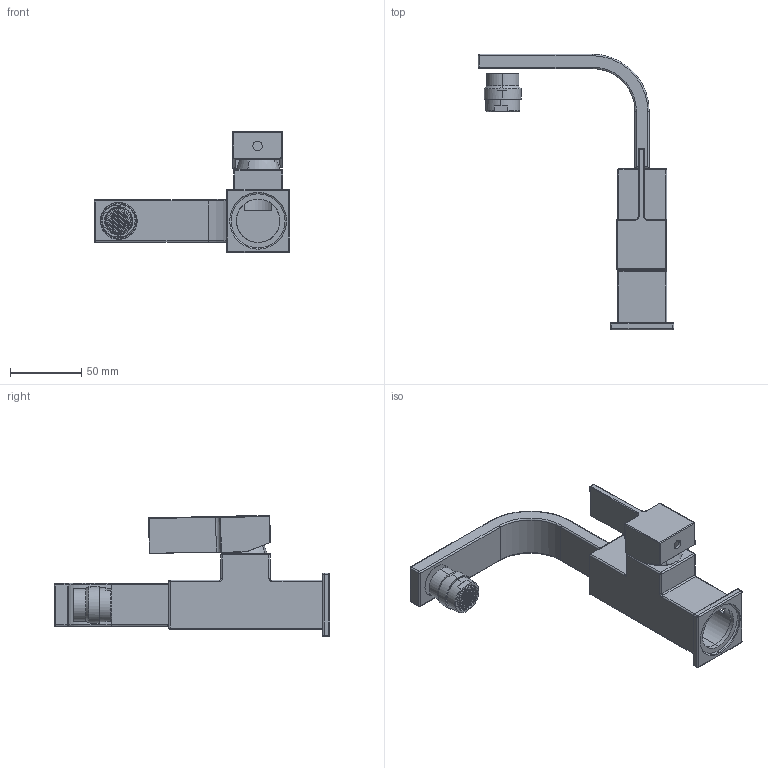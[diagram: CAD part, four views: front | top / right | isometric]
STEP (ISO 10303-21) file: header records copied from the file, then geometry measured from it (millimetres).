
FILE_DESCRIPTION (( 'STEP AP214' ), '1' );
FILE_NAME ('bidet H tre.STEP', '2023-10-12T12:59:22', ( '' ), ( '' ), 'SwSTEP 2.0', 'SolidWorks 2018', '' );
FILE_SCHEMA (( 'AUTOMOTIVE_DESIGN' ));
Length unit declared in the file: millimetre
Products named in the file (1): bidet H tre
Bounding box: 137.26 x 193.18 x 84.94 mm (x, y, z)
Surface area: 59152.8 mm2 (no closed solid volume)
Topology: 0 solids, 8 shells, 524 faces, 1609 edges, 1065 vertices
Faces by surface type: plane 357, cylinder 110, sphere 25, torus 20, cone 8, bspline 4
Entity records: 23290 total; most frequent: CARTESIAN_POINT 3478, DIRECTION 2873, ORIENTED_EDGE 2597, EDGE_CURVE 1584, VECTOR 1273, LINE 1273, VERTEX_POINT 1065, AXIS2_PLACEMENT_3D 800
